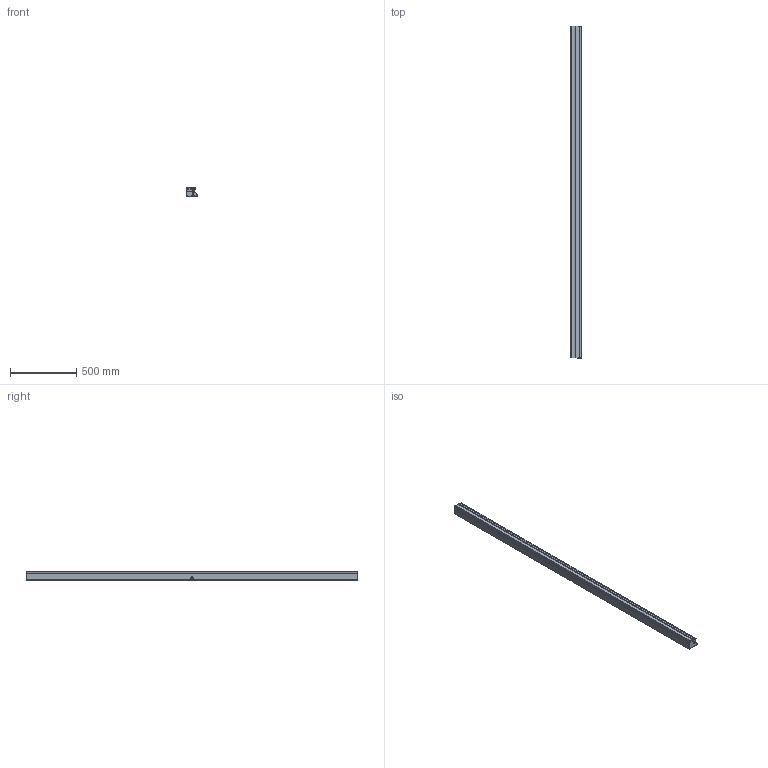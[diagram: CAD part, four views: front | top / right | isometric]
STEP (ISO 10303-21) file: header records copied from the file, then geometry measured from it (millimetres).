
FILE_DESCRIPTION (( 'STEP AP214' ), '1' );
FILE_NAME ('CPREG2N250ASBP_STPALL.STEP', '2023-11-15T12:51:12', ( '' ), ( '' ), 'SwSTEP 2.0', 'SolidWorks 2020', '' );
FILE_SCHEMA (( 'AUTOMOTIVE_DESIGN' ));
Length unit declared in the file: millimetre
Products named in the file (16): MP0906-POSITIONING CAP; MP0759-60-61-62-63-SCREW COVER_MP0762-2500MM; MP0817-18-19-20-21-ARMATURE PLATE HOUSING WITHOUT TAPPING 1_MP0820-2500+BP; V30035x; MP0902-APH END CAP 1_NA; DIN 7500 M - M3 x 8 - Z --- 8S_ISO 7046-1 - M3 x 8 - Z --- 8S; CPREG2N250ASBP_STPALL; MP0389-AP ASSEMBLY; PB19_FILS RACOURCIS; MP0903-APH END CAP 2_NA; BP-JOINT_COMPRESSE; BP-BOUTON POUSSOIR INOX_simplifie; MP0737-38-39-40-41 EML HOUSING_MP0740-2484+BP; BP-ECROU_SIMPLIFIE; MP0102-SP END CAP 1_NA; PP0270-PANEL PLUG DIAM 15.9
Assembly tree (31 placements, depth 3):
  CPREG2N250ASBP_STPALL
    MP0737-38-39-40-41 EML HOUSING_MP0740-2484+BP
    V30035x  x2
    PP0270-PANEL PLUG DIAM 15.9  x6
    MP0102-SP END CAP 1_NA  x2
    MP0906-POSITIONING CAP  x2
    DIN 7500 M - M3 x 8 - Z --- 8S_ISO 7046-1 - M3 x 8 - Z --- 8S  x8
    MP0817-18-19-20-21-ARMATURE PLATE HOUSING WITHOUT TAPPING 1_MP0820-2500+BP
    MP0759-60-61-62-63-SCREW COVER_MP0762-2500MM
    MP0903-APH END CAP 2_NA
    MP0902-APH END CAP 1_NA
    MP0389-AP ASSEMBLY  x2
    PB19_FILS RACOURCIS
      BP-BOUTON POUSSOIR INOX_simplifie
      BP-ECROU_SIMPLIFIE
      BP-JOINT_COMPRESSE
Bounding box: 90.4 x 2506 x 70.35 mm (x, y, z)
Volume: 3588902.9 mm3; surface area: 2675738.5 mm2
Topology: 34 solids, 34 shells, 2344 faces, 6383 edges, 4078 vertices
Faces by surface type: cylinder 859, plane 851, cone 572, torus 44, bspline 18
Entity records: 40310 total; most frequent: CARTESIAN_POINT 8432, ORIENTED_EDGE 6382, DIRECTION 6234, EDGE_CURVE 3191, AXIS2_PLACEMENT_3D 2287, VERTEX_POINT 2089, VECTOR 1660, LINE 1660
